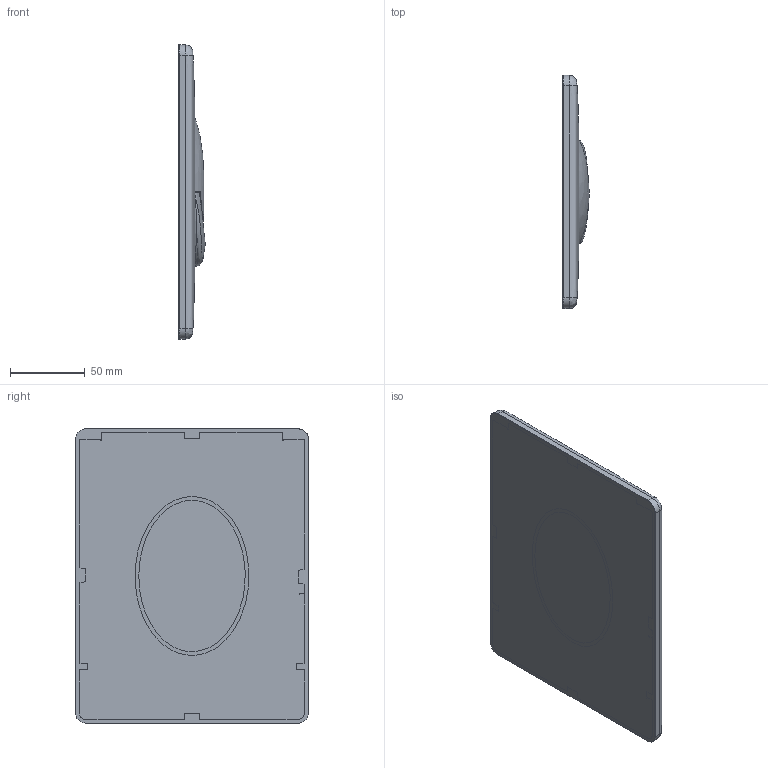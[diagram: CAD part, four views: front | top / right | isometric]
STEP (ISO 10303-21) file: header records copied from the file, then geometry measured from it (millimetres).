
FILE_DESCRIPTION(/* description */ ('Unknown'),/* implementation_level */ '2;1');
FILE_NAME(/* name */ '38505',/* time_stamp */ '2022-09-06T09:50:23+02:00',/* author */ ('Unknown'),/* organization */ ('GROHE AG'),/* preprocessor_version */ 'ST-DEVELOPER v16.7',/* originating_system */ 'DEX',/* authorisation */ $);
FILE_SCHEMA (('AUTOMOTIVE_DESIGN {1 0 10303 214 3 1 1}'));
Length unit declared in the file: millimetre
Products named in the file (3): 38505; id51
Assembly tree (2 placements, depth 2):
  38505
    38505
    id51
Bounding box: 17.81 x 156 x 197 mm (x, y, z)
Volume: 15344.9 mm3; surface area: 149055.8 mm2
Topology: 1 solids, 6 shells, 351 faces, 1164 edges, 778 vertices
Faces by surface type: bspline 156, plane 121, cylinder 72, sphere 2
Entity records: 21640 total; most frequent: CARTESIAN_POINT 12478, ORIENTED_EDGE 1949, DIRECTION 1227, EDGE_CURVE 1142, VERTEX_POINT 774, B_SPLINE_CURVE_WITH_KNOTS 529, AXIS2_PLACEMENT_3D 420, LINE 387
